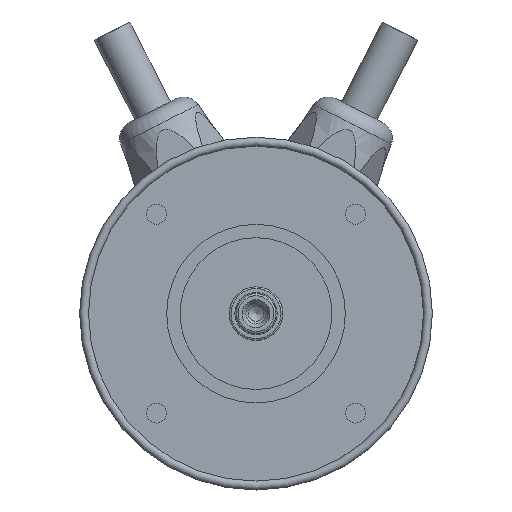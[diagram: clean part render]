
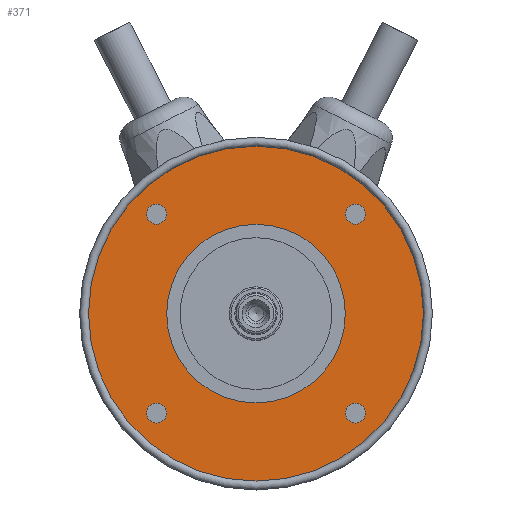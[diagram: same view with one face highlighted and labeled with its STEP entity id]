
A CAD part, left-side view. The second image highlights one B-rep face of the part: STEP entity #371.
In plain terms, the highlighted face is planar.
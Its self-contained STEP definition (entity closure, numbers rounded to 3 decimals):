
#229=PLANE('',#2150);
#371=ADVANCED_FACE('',(#776,#777,#778,#779,#780,#781),#229,.T.);
#776=FACE_BOUND('',#910,.T.);
#777=FACE_BOUND('',#911,.T.);
#778=FACE_BOUND('',#912,.T.);
#779=FACE_BOUND('',#913,.T.);
#780=FACE_BOUND('',#914,.T.);
#781=FACE_BOUND('',#915,.T.);
#910=EDGE_LOOP('',(#1248));
#911=EDGE_LOOP('',(#1249));
#912=EDGE_LOOP('',(#1250));
#913=EDGE_LOOP('',(#1251));
#914=EDGE_LOOP('',(#1252));
#915=EDGE_LOOP('',(#1253));
#1248=ORIENTED_EDGE('',*,*,#1853,.T.);
#1249=ORIENTED_EDGE('',*,*,#1851,.T.);
#1250=ORIENTED_EDGE('',*,*,#1849,.T.);
#1251=ORIENTED_EDGE('',*,*,#1847,.T.);
#1252=ORIENTED_EDGE('',*,*,#1861,.T.);
#1253=ORIENTED_EDGE('',*,*,#1860,.F.);
#1646=VERTEX_POINT('',#3978);
#1648=VERTEX_POINT('',#3983);
#1650=VERTEX_POINT('',#3988);
#1652=VERTEX_POINT('',#3993);
#1659=VERTEX_POINT('',#4012);
#1660=VERTEX_POINT('',#4015);
#1847=EDGE_CURVE('',#1646,#1646,#2009,.T.);
#1849=EDGE_CURVE('',#1648,#1648,#2011,.T.);
#1851=EDGE_CURVE('',#1650,#1650,#2013,.T.);
#1853=EDGE_CURVE('',#1652,#1652,#2015,.T.);
#1860=EDGE_CURVE('',#1659,#1659,#2022,.T.);
#1861=EDGE_CURVE('',#1660,#1660,#2023,.T.);
#2009=CIRCLE('',#2126,2.25);
#2011=CIRCLE('',#2129,2.25);
#2013=CIRCLE('',#2132,2.25);
#2015=CIRCLE('',#2135,2.25);
#2022=CIRCLE('',#2147,37.5);
#2023=CIRCLE('',#2149,20.);
#2126=AXIS2_PLACEMENT_3D('',#3977,#2478,#2479);
#2129=AXIS2_PLACEMENT_3D('',#3982,#2484,#2485);
#2132=AXIS2_PLACEMENT_3D('',#3987,#2490,#2491);
#2135=AXIS2_PLACEMENT_3D('',#3992,#2496,#2497);
#2147=AXIS2_PLACEMENT_3D('',#4011,#2520,#2521);
#2149=AXIS2_PLACEMENT_3D('',#4014,#2524,#2525);
#2150=AXIS2_PLACEMENT_3D('',#4016,#2526,#2527);
#2478=DIRECTION('',(0.,1.,0.));
#2479=DIRECTION('',(0.,0.,1.));
#2484=DIRECTION('',(0.,1.,0.));
#2485=DIRECTION('',(0.,0.,1.));
#2490=DIRECTION('',(0.,1.,0.));
#2491=DIRECTION('',(0.,0.,1.));
#2496=DIRECTION('',(0.,1.,0.));
#2497=DIRECTION('',(0.,0.,1.));
#2520=DIRECTION('',(0.,1.,0.));
#2521=DIRECTION('',(0.,0.,1.));
#2524=DIRECTION('',(0.,1.,0.));
#2525=DIRECTION('',(0.,0.,1.));
#2526=DIRECTION('',(0.,-1.,0.));
#2527=DIRECTION('',(0.,0.,-1.));
#3977=CARTESIAN_POINT('',(22.274,0.,22.274));
#3978=CARTESIAN_POINT('',(22.274,0.,24.524));
#3982=CARTESIAN_POINT('',(22.274,0.,-22.274));
#3983=CARTESIAN_POINT('',(22.274,0.,-20.024));
#3987=CARTESIAN_POINT('',(-22.274,0.,-22.274));
#3988=CARTESIAN_POINT('',(-22.274,0.,-20.024));
#3992=CARTESIAN_POINT('',(-22.274,0.,22.274));
#3993=CARTESIAN_POINT('',(-22.274,0.,24.524));
#4011=CARTESIAN_POINT('',(0.,0.,0.));
#4012=CARTESIAN_POINT('',(0.,0.,37.5));
#4014=CARTESIAN_POINT('',(0.,0.,0.));
#4015=CARTESIAN_POINT('',(0.,0.,20.));
#4016=CARTESIAN_POINT('',(0.,0.,0.));
